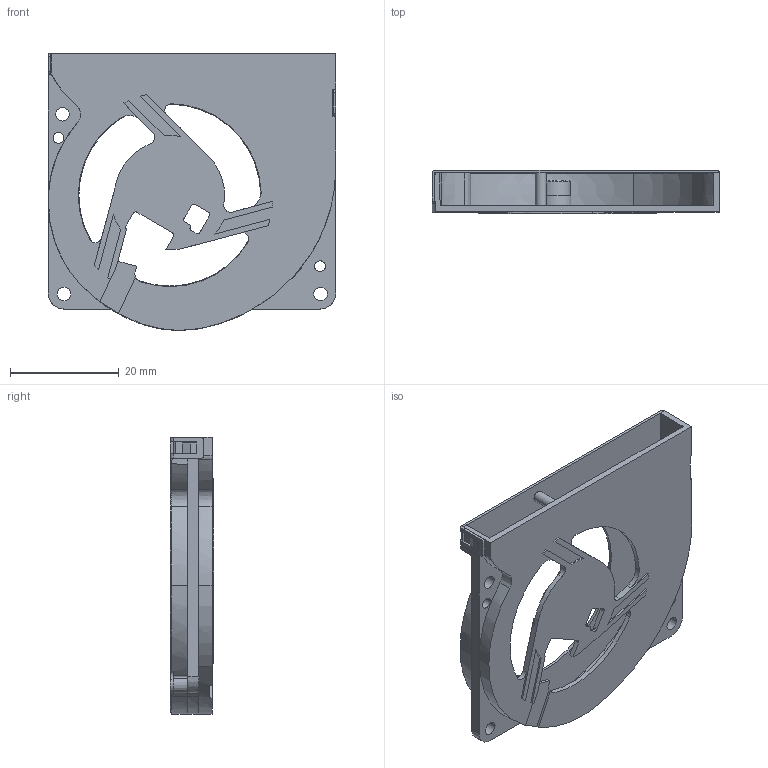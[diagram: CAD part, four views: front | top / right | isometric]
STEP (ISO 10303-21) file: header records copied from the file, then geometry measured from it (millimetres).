
FILE_DESCRIPTION((''),'2;1');
FILE_NAME('5008BLOWER_ASM','2024-06-24T18:21:46',('Administrator'),(''),'CREO PARAMETRIC BY PTC INC, 2022164','CREO PARAMETRIC BY PTC INC, 2022164','');
FILE_SCHEMA(('CONFIG_CONTROL_DESIGN'));
Length unit declared in the file: millimetre
Products named in the file (3): XK; SG; 5008BLOWER_ASM
Assembly tree (2 placements, depth 2):
  5008BLOWER_ASM
    XK
    SG
Bounding box: 53 x 8 x 51.04 mm (x, y, z)
Volume: 4115.9 mm3; surface area: 9685.5 mm2
Topology: 2 solids, 3 shells, 329 faces, 921 edges, 599 vertices
Faces by surface type: plane 159, cylinder 109, bspline 24, cone 22, extrusion 11, torus 4
Entity records: 11912 total; most frequent: CARTESIAN_POINT 3318, ORIENTED_EDGE 1842, DIRECTION 1712, EDGE_CURVE 921, VERTEX_POINT 599, AXIS2_PLACEMENT_3D 578, VECTOR 556, LINE 545
